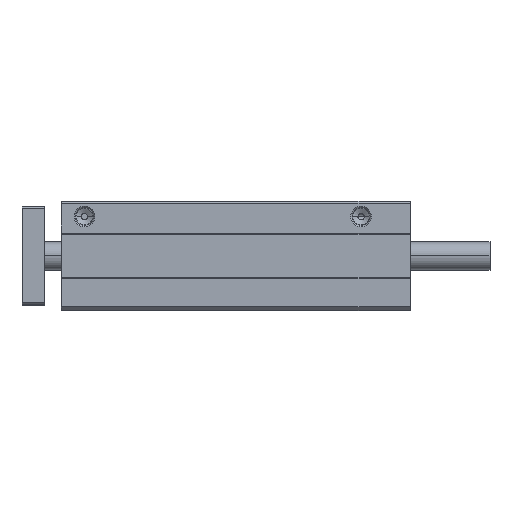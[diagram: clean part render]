
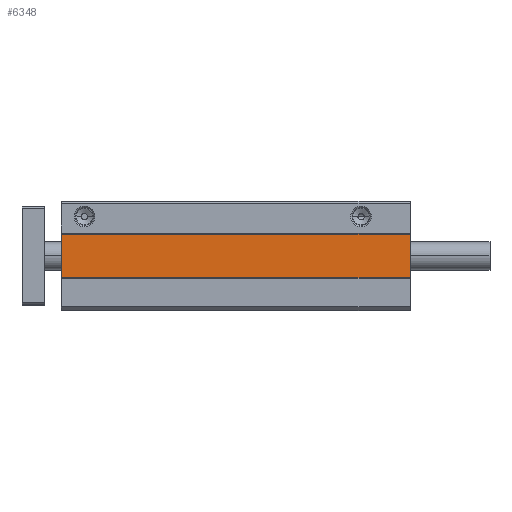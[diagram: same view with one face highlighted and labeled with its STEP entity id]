
A CAD part, top view. The second image highlights one B-rep face of the part: STEP entity #6348.
In plain terms, the highlighted planar face has unit normal (0, 0, 1).
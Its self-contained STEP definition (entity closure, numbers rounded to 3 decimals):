
#20 = CARTESIAN_POINT ( 'NONE',  ( 0., -15.5, 80.4 ) ) ;
#362 = DIRECTION ( 'NONE',  ( 1., 0., 0. ) ) ;
#1014 = CARTESIAN_POINT ( 'NONE',  ( 0., 15.5, 80.4 ) ) ;
#1202 = FACE_OUTER_BOUND ( 'NONE', #8204, .T. ) ;
#1407 = CARTESIAN_POINT ( 'NONE',  ( 0., -15.5, 80.4 ) ) ;
#1419 = CARTESIAN_POINT ( 'NONE',  ( 0., 15.5, 80.4 ) ) ;
#2048 = ORIENTED_EDGE ( 'NONE', *, *, #9571, .T. ) ;
#2219 = EDGE_CURVE ( 'NONE', #7372, #4358, #11878, .T. ) ;
#2317 = VERTEX_POINT ( 'NONE', #11510 ) ;
#2425 = VECTOR ( 'NONE', #8425, 1000. ) ;
#2521 = DIRECTION ( 'NONE',  ( 1., 0., 0. ) ) ;
#2786 = DIRECTION ( 'NONE',  ( 0., -1., 0. ) ) ;
#3512 = VECTOR ( 'NONE', #2786, 1000. ) ;
#4130 = VECTOR ( 'NONE', #362, 1000. ) ;
#4148 = ORIENTED_EDGE ( 'NONE', *, *, #2219, .T. ) ;
#4331 = CARTESIAN_POINT ( 'NONE',  ( 0., -15.5, 80.4 ) ) ;
#4358 = VERTEX_POINT ( 'NONE', #4331 ) ;
#5119 = VERTEX_POINT ( 'NONE', #12781 ) ;
#5844 = EDGE_CURVE ( 'NONE', #7372, #5119, #11623, .T. ) ;
#6184 = VECTOR ( 'NONE', #12086, 1000. ) ;
#6348 = ADVANCED_FACE ( 'NONE', ( #1202 ), #10472, .T. ) ;
#6938 = EDGE_CURVE ( 'NONE', #2317, #4358, #11224, .T. ) ;
#7372 = VERTEX_POINT ( 'NONE', #1014 ) ;
#7649 = ORIENTED_EDGE ( 'NONE', *, *, #5844, .F. ) ;
#8204 = EDGE_LOOP ( 'NONE', ( #4148, #8988, #2048, #7649 ) ) ;
#8352 = CARTESIAN_POINT ( 'NONE',  ( 249., -15.5, 80.4 ) ) ;
#8425 = DIRECTION ( 'NONE',  ( 0., 1., 0. ) ) ;
#8988 = ORIENTED_EDGE ( 'NONE', *, *, #6938, .F. ) ;
#9492 = DIRECTION ( 'NONE',  ( 0., 0., 1. ) ) ;
#9571 = EDGE_CURVE ( 'NONE', #2317, #5119, #11260, .T. ) ;
#10439 = AXIS2_PLACEMENT_3D ( 'NONE', #1407, #9492, #2521 ) ;
#10472 = PLANE ( 'NONE',  #10439 ) ;
#10879 = CARTESIAN_POINT ( 'NONE',  ( 0., -15.5, 80.4 ) ) ;
#11224 = LINE ( 'NONE', #20, #6184 ) ;
#11260 = LINE ( 'NONE', #8352, #2425 ) ;
#11510 = CARTESIAN_POINT ( 'NONE',  ( 249., -15.5, 80.4 ) ) ;
#11623 = LINE ( 'NONE', #1419, #4130 ) ;
#11878 = LINE ( 'NONE', #10879, #3512 ) ;
#12086 = DIRECTION ( 'NONE',  ( -1., 0., 0. ) ) ;
#12781 = CARTESIAN_POINT ( 'NONE',  ( 249., 15.5, 80.4 ) ) ;
